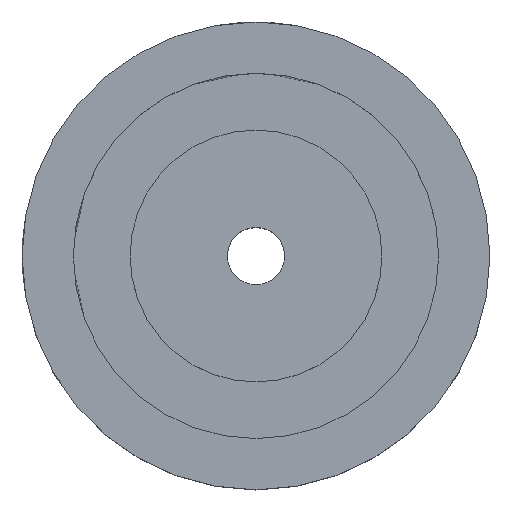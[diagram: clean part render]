
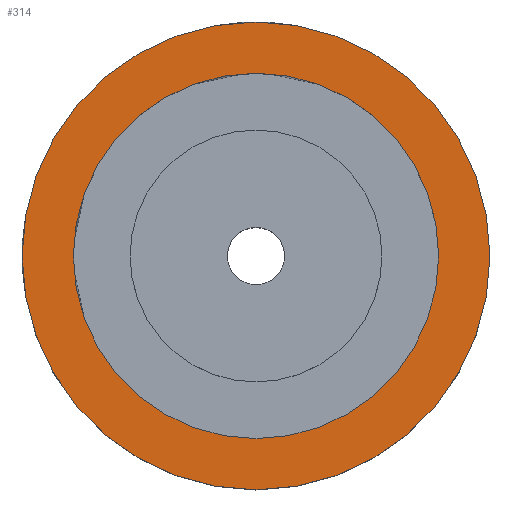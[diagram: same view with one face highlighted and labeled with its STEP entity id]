
A CAD part, top view. The second image highlights one B-rep face of the part: STEP entity #314.
In plain terms, the highlighted planar face has unit normal (0, 0, 1).
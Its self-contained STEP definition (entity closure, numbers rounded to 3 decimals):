
#20 = CIRCLE ( 'NONE', #438, 10.15 ) ;
#80 = VERTEX_POINT ( 'NONE', #131 ) ;
#84 = EDGE_LOOP ( 'NONE', ( #539 ) ) ;
#131 = CARTESIAN_POINT ( 'NONE',  ( 11.177, -1.516, 32. ) ) ;
#135 = DIRECTION ( 'NONE',  ( 0., 0., 1. ) ) ;
#154 = DIRECTION ( 'NONE',  ( 0., 0., 1. ) ) ;
#232 = CARTESIAN_POINT ( 'NONE',  ( -1.823, -1.516, 32. ) ) ;
#314 = ADVANCED_FACE ( 'NONE', ( #941, #471 ), #1058, .T. ) ;
#319 = DIRECTION ( 'NONE',  ( 1., 0., 0. ) ) ;
#422 = EDGE_CURVE ( 'NONE', #80, #80, #1066, .T. ) ;
#438 = AXIS2_PLACEMENT_3D ( 'NONE', #888, #135, #715 ) ;
#460 = DIRECTION ( 'NONE',  ( 1., 0., 0. ) ) ;
#471 = FACE_OUTER_BOUND ( 'NONE', #480, .T. ) ;
#480 = EDGE_LOOP ( 'NONE', ( #649 ) ) ;
#539 = ORIENTED_EDGE ( 'NONE', *, *, #995, .F. ) ;
#574 = CARTESIAN_POINT ( 'NONE',  ( 8.327, -1.516, 32. ) ) ;
#649 = ORIENTED_EDGE ( 'NONE', *, *, #422, .T. ) ;
#679 = AXIS2_PLACEMENT_3D ( 'NONE', #1040, #962, #460 ) ;
#715 = DIRECTION ( 'NONE',  ( 1., 0., 0. ) ) ;
#814 = VERTEX_POINT ( 'NONE', #574 ) ;
#888 = CARTESIAN_POINT ( 'NONE',  ( -1.823, -1.516, 32. ) ) ;
#941 = FACE_BOUND ( 'NONE', #84, .T. ) ;
#962 = DIRECTION ( 'NONE',  ( 0., 0., 1. ) ) ;
#995 = EDGE_CURVE ( 'NONE', #814, #814, #20, .T. ) ;
#1022 = AXIS2_PLACEMENT_3D ( 'NONE', #232, #154, #319 ) ;
#1040 = CARTESIAN_POINT ( 'NONE',  ( -1.823, -1.516, 32. ) ) ;
#1058 = PLANE ( 'NONE',  #1022 ) ;
#1066 = CIRCLE ( 'NONE', #679, 13. ) ;
